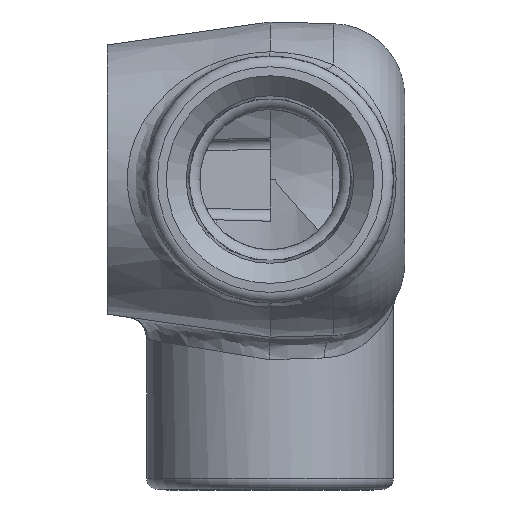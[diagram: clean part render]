
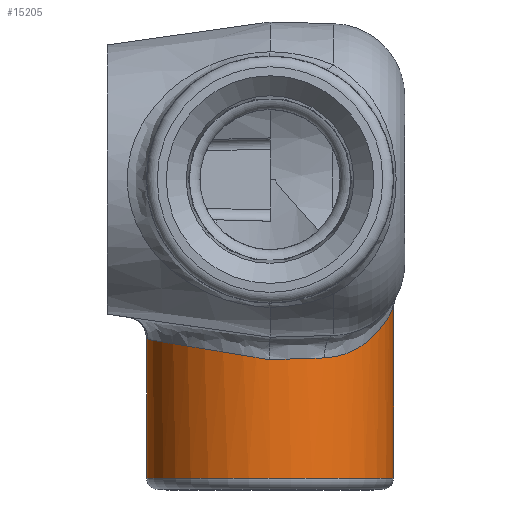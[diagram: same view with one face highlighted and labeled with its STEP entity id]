
A CAD part, left-side view. The second image highlights one B-rep face of the part: STEP entity #15205.
In plain terms, the highlighted cylindrical face has radius 17.462 mm (diameter 34.925 mm), a full revolution.
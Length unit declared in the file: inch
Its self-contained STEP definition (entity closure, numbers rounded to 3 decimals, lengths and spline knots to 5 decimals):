
#44=ELLIPSE('',#15867,0.68783,0.6875);
#45=ELLIPSE('',#15868,0.69692,0.6875);
#94=CYLINDRICAL_SURFACE('',#15866,0.6875);
#158=CIRCLE('',#15863,0.6875);
#159=CIRCLE('',#15864,0.6875);
#778=B_SPLINE_CURVE_WITH_KNOTS('',3,(#26004,#26005,#26006,#26007,#26008,
#26009,#26010,#26011,#26012,#26013,#26014),.UNSPECIFIED.,.F.,.F.,(4,1,1,
1,1,1,1,1,4),(3.40314,3.68273,3.96233,4.24192,
4.52152,5.08071,6.19909,6.75827,7.31746),
 .UNSPECIFIED.);
#779=B_SPLINE_CURVE_WITH_KNOTS('',3,(#26016,#26017,#26018,#26019),
 .UNSPECIFIED.,.F.,.F.,(4,4),(15.08687,15.105),
 .UNSPECIFIED.);
#780=B_SPLINE_CURVE_WITH_KNOTS('',3,(#26022,#26023,#26024,#26025,#26026,
#26027),.UNSPECIFIED.,.F.,.F.,(4,1,1,4),(14.04761,14.65183,
14.80289,15.08686),.UNSPECIFIED.);
#781=B_SPLINE_CURVE_WITH_KNOTS('',3,(#26029,#26030,#26031,#26032,#26033,
#26034,#26035,#26036),.UNSPECIFIED.,.F.,.F.,(4,1,1,1,1,4),(0.,
0.38883,0.77766,1.16648,1.94414,2.72179),
 .UNSPECIFIED.);
#782=B_SPLINE_CURVE_WITH_KNOTS('',3,(#26037,#26038,#26039,#26040,#26041,
#26042,#26043),.UNSPECIFIED.,.F.,.F.,(4,1,1,1,4),(0.,0.5998,
0.89971,1.49951,2.09931),.UNSPECIFIED.);
#1813=FACE_OUTER_BOUND('',#2696,.T.);
#2696=EDGE_LOOP('',(#13459,#13460,#13461,#13462,#13463,#13464,#13465,#13466,
#13467,#13468,#13469));
#4253=LINE('',#26020,#5785);
#5785=VECTOR('',#18623,0.6875);
#7166=VERTEX_POINT('',#25991);
#7167=VERTEX_POINT('',#25993);
#7168=VERTEX_POINT('',#25998);
#7169=VERTEX_POINT('',#25999);
#7170=VERTEX_POINT('',#26001);
#7171=VERTEX_POINT('',#26003);
#7172=VERTEX_POINT('',#26015);
#7173=VERTEX_POINT('',#26021);
#7174=VERTEX_POINT('',#26028);
#9293=EDGE_CURVE('',#7166,#7167,#158,.T.);
#9294=EDGE_CURVE('',#7167,#7166,#159,.T.);
#9296=EDGE_CURVE('',#7168,#7169,#44,.T.);
#9297=EDGE_CURVE('',#7170,#7168,#45,.T.);
#9298=EDGE_CURVE('',#7171,#7170,#778,.T.);
#9299=EDGE_CURVE('',#7172,#7171,#779,.T.);
#9300=EDGE_CURVE('',#7172,#7166,#4253,.T.);
#9301=EDGE_CURVE('',#7173,#7172,#780,.T.);
#9302=EDGE_CURVE('',#7174,#7173,#781,.T.);
#9303=EDGE_CURVE('',#7169,#7174,#782,.T.);
#13459=ORIENTED_EDGE('',*,*,#9296,.F.);
#13460=ORIENTED_EDGE('',*,*,#9297,.F.);
#13461=ORIENTED_EDGE('',*,*,#9298,.F.);
#13462=ORIENTED_EDGE('',*,*,#9299,.F.);
#13463=ORIENTED_EDGE('',*,*,#9300,.T.);
#13464=ORIENTED_EDGE('',*,*,#9294,.F.);
#13465=ORIENTED_EDGE('',*,*,#9293,.F.);
#13466=ORIENTED_EDGE('',*,*,#9300,.F.);
#13467=ORIENTED_EDGE('',*,*,#9301,.F.);
#13468=ORIENTED_EDGE('',*,*,#9302,.F.);
#13469=ORIENTED_EDGE('',*,*,#9303,.F.);
#15205=ADVANCED_FACE('',(#1813),#94,.T.);
#15863=AXIS2_PLACEMENT_3D('',#25994,#18611,#18612);
#15864=AXIS2_PLACEMENT_3D('',#25995,#18613,#18614);
#15866=AXIS2_PLACEMENT_3D('',#25997,#18617,#18618);
#15867=AXIS2_PLACEMENT_3D('',#26000,#18619,#18620);
#15868=AXIS2_PLACEMENT_3D('',#26002,#18621,#18622);
#18611=DIRECTION('center_axis',(0.,0.,-1.));
#18612=DIRECTION('ref_axis',(1.,0.,0.));
#18613=DIRECTION('center_axis',(0.,0.,-1.));
#18614=DIRECTION('ref_axis',(1.,0.,0.));
#18617=DIRECTION('center_axis',(0.,0.,1.));
#18618=DIRECTION('ref_axis',(-1.,0.,0.));
#18619=DIRECTION('center_axis',(0.,0.031,
1.));
#18620=DIRECTION('ref_axis',(0.,-1.,0.031));
#18621=DIRECTION('center_axis',(0.,-0.164,
0.986));
#18622=DIRECTION('ref_axis',(0.,0.986,0.164));
#18623=DIRECTION('',(0.,0.,-1.));
#25991=CARTESIAN_POINT('',(2.18987,0.,-1.66344));
#25993=CARTESIAN_POINT('',(0.81487,0.,-1.66344));
#25994=CARTESIAN_POINT('Origin',(1.50237,0.,-1.66344));
#25995=CARTESIAN_POINT('Origin',(1.50237,0.,-1.66344));
#25997=CARTESIAN_POINT('Origin',(1.50237,0.,-1.72275));
#25998=CARTESIAN_POINT('',(0.81489,0.00602,-1.00259));
#25999=CARTESIAN_POINT('',(0.88506,-0.30263,-0.99304));
#26000=CARTESIAN_POINT('Origin',(1.50237,0.,-1.00241));
#26001=CARTESIAN_POINT('',(1.39459,0.679,-0.89082));
#26002=CARTESIAN_POINT('Origin',(1.50237,0.,-1.00359));
#26003=CARTESIAN_POINT('',(2.18984,0.00602,-0.34915));
#26004=CARTESIAN_POINT('Ctrl Pts',(2.18984,0.00602,
-0.34915));
#26005=CARTESIAN_POINT('Ctrl Pts',(2.18958,0.03503,
-0.33612));
#26006=CARTESIAN_POINT('Ctrl Pts',(2.18525,0.09678,
-0.31937));
#26007=CARTESIAN_POINT('Ctrl Pts',(2.16566,0.18798,-0.34018));
#26008=CARTESIAN_POINT('Ctrl Pts',(2.13751,0.26729,-0.38815));
#26009=CARTESIAN_POINT('Ctrl Pts',(2.09077,0.3621,-0.46625));
#26010=CARTESIAN_POINT('Ctrl Pts',(1.98713,0.50537,-0.61536));
#26011=CARTESIAN_POINT('Ctrl Pts',(1.81176,0.63256,-0.77405));
#26012=CARTESIAN_POINT('Ctrl Pts',(1.58082,0.6913,-0.87062));
#26013=CARTESIAN_POINT('Ctrl Pts',(1.45591,0.68873,-0.8892));
#26014=CARTESIAN_POINT('Ctrl Pts',(1.39459,0.679,-0.89082));
#26015=CARTESIAN_POINT('',(2.18987,0.,-0.34853));
#26016=CARTESIAN_POINT('Ctrl Pts',(2.18986,0.,
-0.34854));
#26017=CARTESIAN_POINT('Ctrl Pts',(2.18986,0.00201,
-0.34871));
#26018=CARTESIAN_POINT('Ctrl Pts',(2.18986,0.00401,
-0.34892));
#26019=CARTESIAN_POINT('Ctrl Pts',(2.18984,0.00602,
-0.34915));
#26020=CARTESIAN_POINT('',(2.18987,0.,-1.72275));
#26021=CARTESIAN_POINT('',(2.11967,-0.30263,-0.50183));
#26022=CARTESIAN_POINT('Ctrl Pts',(2.11967,-0.30263,
-0.50183));
#26023=CARTESIAN_POINT('Ctrl Pts',(2.14381,-0.2534,
-0.45614));
#26024=CARTESIAN_POINT('Ctrl Pts',(2.16767,-0.18711,
-0.40011));
#26025=CARTESIAN_POINT('Ctrl Pts',(2.18645,-0.08005,
-0.35255));
#26026=CARTESIAN_POINT('Ctrl Pts',(2.18985,-0.03143,
-0.3458));
#26027=CARTESIAN_POINT('Ctrl Pts',(2.18986,0.,
-0.34854));
#26028=CARTESIAN_POINT('',(1.39459,-0.679,-0.72996));
#26029=CARTESIAN_POINT('Ctrl Pts',(1.39459,-0.679,
-0.72996));
#26030=CARTESIAN_POINT('Ctrl Pts',(1.43578,-0.68554,
-0.71674));
#26031=CARTESIAN_POINT('Ctrl Pts',(1.52016,-0.6913,-0.6932));
#26032=CARTESIAN_POINT('Ctrl Pts',(1.64905,-0.67582,
-0.67929));
#26033=CARTESIAN_POINT('Ctrl Pts',(1.81418,-0.6235,
-0.67297));
#26034=CARTESIAN_POINT('Ctrl Pts',(1.99625,-0.50085,
-0.64332));
#26035=CARTESIAN_POINT('Ctrl Pts',(2.08861,-0.366,-0.56064));
#26036=CARTESIAN_POINT('Ctrl Pts',(2.11967,-0.30263,
-0.50183));
#26037=CARTESIAN_POINT('Ctrl Pts',(0.88506,-0.30263,
-0.99304));
#26038=CARTESIAN_POINT('Ctrl Pts',(0.91437,-0.36242,
-0.99119));
#26039=CARTESIAN_POINT('Ctrl Pts',(0.97112,-0.44446,
-0.96744));
#26040=CARTESIAN_POINT('Ctrl Pts',(1.08508,-0.55242,
-0.90017));
#26041=CARTESIAN_POINT('Ctrl Pts',(1.21396,-0.63268,-0.8159));
#26042=CARTESIAN_POINT('Ctrl Pts',(1.33106,-0.66892,
-0.75036));
#26043=CARTESIAN_POINT('Ctrl Pts',(1.39459,-0.679,
-0.72996));
